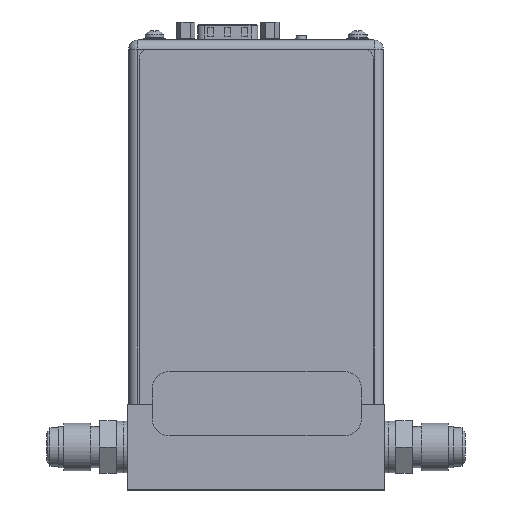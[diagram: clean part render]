
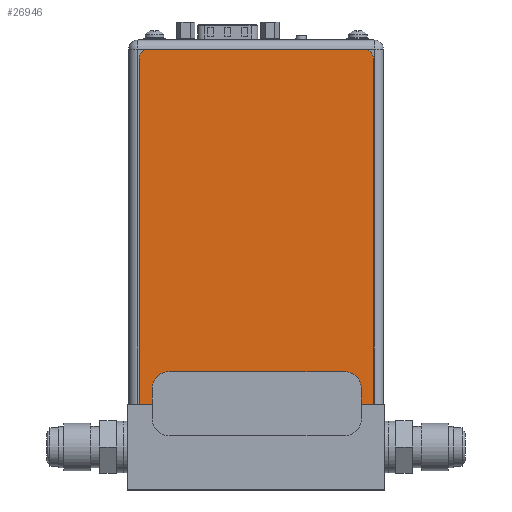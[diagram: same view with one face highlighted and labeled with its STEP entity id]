
A CAD part, top view. The second image highlights one B-rep face of the part: STEP entity #26946.
In plain terms, the highlighted planar face has unit normal (0, 0, 1).
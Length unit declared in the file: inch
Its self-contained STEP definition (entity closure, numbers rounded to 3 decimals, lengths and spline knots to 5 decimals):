
#26779=CARTESIAN_POINT('',(2.63,4.04,0.004));
#26780=DIRECTION('',(0.,0.,1.));
#26781=DIRECTION('',(1.,0.,0.));
#26782=AXIS2_PLACEMENT_3D('',#26779,#26780,#26781);
#26784=DIRECTION('',(0.,1.,0.));
#26785=VECTOR('',#26784,4.04);
#26786=CARTESIAN_POINT('',(2.73,0.,0.004));
#26787=LINE('',#26786,#26785);
#26788=DIRECTION('',(1.,0.,0.));
#26789=VECTOR('',#26788,2.73);
#26790=CARTESIAN_POINT('',(0.,0.,0.004));
#26791=LINE('',#26790,#26789);
#26792=DIRECTION('',(0.,-1.,0.));
#26793=VECTOR('',#26792,4.04);
#26794=CARTESIAN_POINT('',(0.,4.04,0.004));
#26795=LINE('',#26794,#26793);
#26796=CARTESIAN_POINT('',(0.1,4.04,0.004));
#26797=DIRECTION('',(0.,0.,1.));
#26798=DIRECTION('',(0.,1.,0.));
#26799=AXIS2_PLACEMENT_3D('',#26796,#26797,#26798);
#26801=DIRECTION('',(-1.,0.,0.));
#26802=VECTOR('',#26801,2.53);
#26803=CARTESIAN_POINT('',(2.63,4.14,0.004));
#26804=LINE('',#26803,#26802);
#26809=CARTESIAN_POINT('',(0.,0.,0.004));
#26810=CARTESIAN_POINT('',(2.73,0.,0.004));
#26811=VERTEX_POINT('',#26809);
#26812=VERTEX_POINT('',#26810);
#26817=CARTESIAN_POINT('',(2.73,4.04,0.004));
#26818=VERTEX_POINT('',#26817);
#26819=CARTESIAN_POINT('',(2.63,4.14,0.004));
#26820=VERTEX_POINT('',#26819);
#26825=CARTESIAN_POINT('',(0.1,4.14,0.004));
#26826=VERTEX_POINT('',#26825);
#26827=CARTESIAN_POINT('',(0.,4.04,0.004));
#26828=VERTEX_POINT('',#26827);
#26933=CARTESIAN_POINT('',(0.,0.,0.004));
#26934=DIRECTION('',(0.,0.,1.));
#26935=DIRECTION('',(1.,0.,0.));
#26936=AXIS2_PLACEMENT_3D('',#26933,#26934,#26935);
#26937=PLANE('',#26936);
#26938=ORIENTED_EDGE('',*,*,#26857,.F.);
#26939=ORIENTED_EDGE('',*,*,#26873,.F.);
#26940=ORIENTED_EDGE('',*,*,#26886,.F.);
#26941=ORIENTED_EDGE('',*,*,#26899,.F.);
#26942=ORIENTED_EDGE('',*,*,#26914,.F.);
#26943=ORIENTED_EDGE('',*,*,#26926,.F.);
#26944=EDGE_LOOP('',(#26938,#26939,#26940,#26941,#26942,#26943));
#26945=FACE_OUTER_BOUND('',#26944,.F.);
#26946=ADVANCED_FACE('',(#26945),#26937,.T.);
#26783=CIRCLE('',#26782,0.1);
#26800=CIRCLE('',#26799,0.1);
#26857=EDGE_CURVE('',#26818,#26820,#26783,.T.);
#26873=EDGE_CURVE('',#26812,#26818,#26787,.T.);
#26886=EDGE_CURVE('',#26811,#26812,#26791,.T.);
#26899=EDGE_CURVE('',#26828,#26811,#26795,.T.);
#26914=EDGE_CURVE('',#26826,#26828,#26800,.T.);
#26926=EDGE_CURVE('',#26820,#26826,#26804,.T.);
